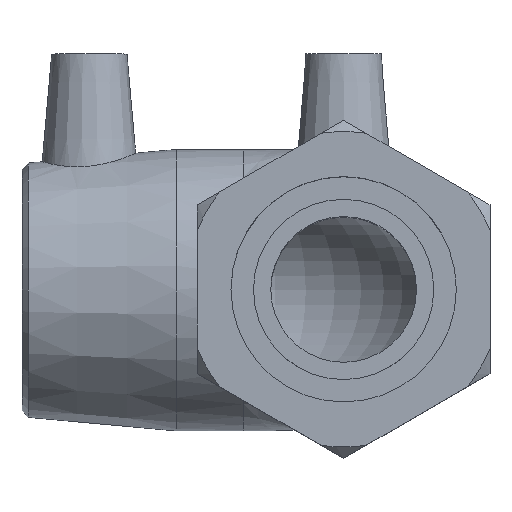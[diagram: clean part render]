
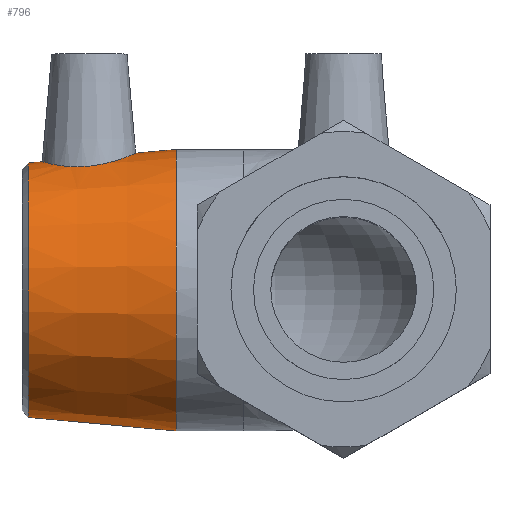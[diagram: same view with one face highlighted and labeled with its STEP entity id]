
A CAD part, top view. The second image highlights one B-rep face of the part: STEP entity #796.
In plain terms, the highlighted conical face has half-angle 5.217 degrees and reference radius 26.6 mm.
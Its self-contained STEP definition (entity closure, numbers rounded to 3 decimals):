
#17=B_SPLINE_CURVE_WITH_KNOTS('',3,(#1391,#1392,#1393,#1394,#1395,#1396,
#1397,#1398,#1399,#1400,#1401,#1402,#1403,#1404,#1405,#1406,#1407,#1408,
#1409,#1410,#1411,#1412,#1413,#1414,#1415,#1416,#1417,#1418,#1419,#1420,
#1421,#1422,#1423,#1424),.UNSPECIFIED.,.T.,.F.,(4,2,2,2,2,2,2,2,2,2,2,2,
2,2,2,2,4),(0.,0.346,0.692,1.041,1.389,
1.738,2.087,2.432,2.778,3.15,
3.522,3.886,4.249,4.612,4.976,
5.347,5.719),.UNSPECIFIED.);
#129=FACE_BOUND('',#263,.T.);
#130=FACE_BOUND('',#264,.T.);
#189=FACE_OUTER_BOUND('',#262,.T.);
#262=EDGE_LOOP('',(#680));
#263=EDGE_LOOP('',(#681));
#264=EDGE_LOOP('',(#682));
#348=CIRCLE('',#886,25.309);
#349=CIRCLE('',#888,28.);
#424=VERTEX_POINT('',#1385);
#425=VERTEX_POINT('',#1388);
#426=VERTEX_POINT('',#1390);
#520=EDGE_CURVE('',#424,#424,#348,.T.);
#521=EDGE_CURVE('',#425,#425,#349,.T.);
#522=EDGE_CURVE('',#426,#426,#17,.T.);
#680=ORIENTED_EDGE('',*,*,#521,.F.);
#681=ORIENTED_EDGE('',*,*,#522,.T.);
#682=ORIENTED_EDGE('',*,*,#520,.F.);
#760=CONICAL_SURFACE('',#887,26.6,5.217);
#796=ADVANCED_FACE('',(#189,#129,#130),#760,.T.);
#886=AXIS2_PLACEMENT_3D('',#1386,#1074,#1075);
#887=AXIS2_PLACEMENT_3D('',#1387,#1076,#1077);
#888=AXIS2_PLACEMENT_3D('',#1389,#1078,#1079);
#1074=DIRECTION('center_axis',(-1.,0.,0.));
#1075=DIRECTION('ref_axis',(0.,-1.,0.));
#1076=DIRECTION('center_axis',(1.,0.,0.));
#1077=DIRECTION('ref_axis',(0.,1.,0.));
#1078=DIRECTION('center_axis',(1.,0.,0.));
#1079=DIRECTION('ref_axis',(0.,0.,-1.));
#1385=CARTESIAN_POINT('',(-62.805,25.309,0.));
#1386=CARTESIAN_POINT('Origin',(-62.805,0.,0.));
#1387=CARTESIAN_POINT('Origin',(-48.667,0.,
0.));
#1388=CARTESIAN_POINT('',(-33.333,28.,0.));
#1389=CARTESIAN_POINT('Origin',(-33.333,0.,
0.));
#1390=CARTESIAN_POINT('',(-50.979,24.639,9.449));
#1391=CARTESIAN_POINT('Ctrl Pts',(-50.979,24.639,9.449));
#1392=CARTESIAN_POINT('Ctrl Pts',(-52.128,24.541,9.411));
#1393=CARTESIAN_POINT('Ctrl Pts',(-53.346,24.53,9.141));
#1394=CARTESIAN_POINT('Ctrl Pts',(-55.569,24.668,8.135));
#1395=CARTESIAN_POINT('Ctrl Pts',(-56.574,24.812,7.4));
#1396=CARTESIAN_POINT('Ctrl Pts',(-58.157,25.101,5.735));
#1397=CARTESIAN_POINT('Ctrl Pts',(-58.842,25.266,4.687));
#1398=CARTESIAN_POINT('Ctrl Pts',(-59.751,25.501,2.401));
#1399=CARTESIAN_POINT('Ctrl Pts',(-59.975,25.567,1.162));
#1400=CARTESIAN_POINT('Ctrl Pts',(-59.975,25.567,-1.162));
#1401=CARTESIAN_POINT('Ctrl Pts',(-59.751,25.501,-2.401));
#1402=CARTESIAN_POINT('Ctrl Pts',(-58.842,25.266,-4.687));
#1403=CARTESIAN_POINT('Ctrl Pts',(-58.157,25.101,-5.735));
#1404=CARTESIAN_POINT('Ctrl Pts',(-56.574,24.812,-7.4));
#1405=CARTESIAN_POINT('Ctrl Pts',(-55.569,24.668,-8.135));
#1406=CARTESIAN_POINT('Ctrl Pts',(-53.346,24.53,-9.141));
#1407=CARTESIAN_POINT('Ctrl Pts',(-52.128,24.541,-9.411));
#1408=CARTESIAN_POINT('Ctrl Pts',(-49.745,24.745,-9.489));
#1409=CARTESIAN_POINT('Ctrl Pts',(-48.443,24.961,-9.267));
#1410=CARTESIAN_POINT('Ctrl Pts',(-46.067,25.524,-8.31));
#1411=CARTESIAN_POINT('Ctrl Pts',(-44.991,25.864,-7.576));
#1412=CARTESIAN_POINT('Ctrl Pts',(-43.312,26.455,-5.891));
#1413=CARTESIAN_POINT('Ctrl Pts',(-42.586,26.748,-4.832));
#1414=CARTESIAN_POINT('Ctrl Pts',(-41.617,27.155,-2.493));
#1415=CARTESIAN_POINT('Ctrl Pts',(-41.373,27.266,-1.211));
#1416=CARTESIAN_POINT('Ctrl Pts',(-41.373,27.266,1.211));
#1417=CARTESIAN_POINT('Ctrl Pts',(-41.617,27.155,2.493));
#1418=CARTESIAN_POINT('Ctrl Pts',(-42.586,26.748,4.832));
#1419=CARTESIAN_POINT('Ctrl Pts',(-43.312,26.455,5.891));
#1420=CARTESIAN_POINT('Ctrl Pts',(-44.991,25.864,7.576));
#1421=CARTESIAN_POINT('Ctrl Pts',(-46.067,25.524,8.31));
#1422=CARTESIAN_POINT('Ctrl Pts',(-48.443,24.961,9.267));
#1423=CARTESIAN_POINT('Ctrl Pts',(-49.745,24.745,9.489));
#1424=CARTESIAN_POINT('Ctrl Pts',(-50.979,24.639,9.449));
